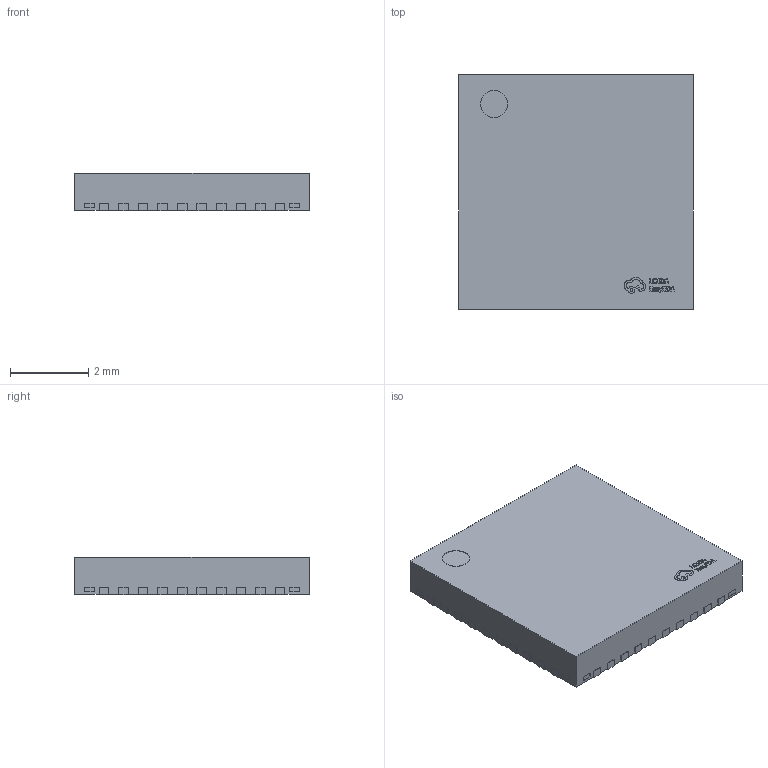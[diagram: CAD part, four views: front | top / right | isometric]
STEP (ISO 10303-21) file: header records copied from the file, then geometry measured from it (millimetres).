
FILE_DESCRIPTION (( 'STEP AP214' ), '1' );
FILE_NAME ('VQFN-40_L6.0-W6.0-P0.50-TL-EP4.5.step', '2022-07-15T04:15:09', ( '' ), ( '' ), 'SwSTEP 2.0', 'SolidWorks 2020', '' );
FILE_SCHEMA (( 'AUTOMOTIVE_DESIGN' ));
Length unit declared in the file: millimetre
Products named in the file (1): VQFN-40_L6.0-W6.0-P0.50-TL-EP4.5
Bounding box: 6.02 x 6.02 x 0.97 mm (x, y, z)
Volume: 34.7 mm3; surface area: 96.9 mm2
Topology: 14 solids, 14 shells, 595 faces, 1650 edges, 1100 vertices
Faces by surface type: plane 431, bspline 112, cylinder 52
Entity records: 26740 total; most frequent: CARTESIAN_POINT 5450, ORIENTED_EDGE 3300, DIRECTION 2494, EDGE_CURVE 1650, VECTOR 1318, LINE 1318, VERTEX_POINT 1100, EDGE_LOOP 624
